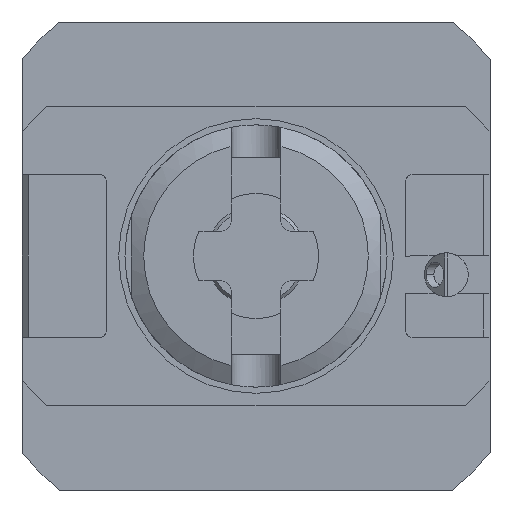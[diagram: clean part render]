
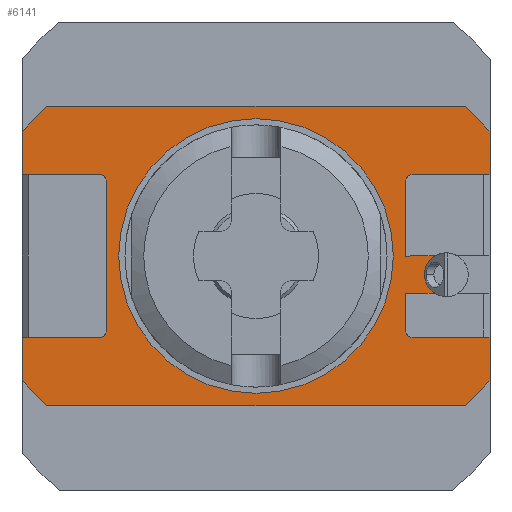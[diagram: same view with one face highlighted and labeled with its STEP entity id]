
A CAD part, left-side view. The second image highlights one B-rep face of the part: STEP entity #6141.
In plain terms, the highlighted planar face has unit normal (-1, 0, 0).
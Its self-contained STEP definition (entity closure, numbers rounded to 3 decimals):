
#1415=CARTESIAN_POINT('',(-33.,-30.5,-3.));
#1416=DIRECTION('',(1.,0.,0.));
#1417=DIRECTION('',(0.,1.,0.));
#1418=AXIS2_PLACEMENT_3D('',#1415,#1416,#1417);
#1420=CARTESIAN_POINT('',(-33.,-30.5,-3.));
#1421=DIRECTION('',(1.,0.,0.));
#1422=DIRECTION('',(0.,0.515,-0.857));
#1423=AXIS2_PLACEMENT_3D('',#1420,#1421,#1422);
#1425=DIRECTION('',(0.,-1.,0.));
#1426=VECTOR('',#1425,4.697);
#1427=CARTESIAN_POINT('',(-33.,-24.,-6.));
#1428=LINE('',#1427,#1426);
#1429=DIRECTION('',(0.,-0.707,0.707));
#1430=VECTOR('',#1429,5.657);
#1431=CARTESIAN_POINT('',(-33.,-33.5,-24.));
#1432=LINE('',#1431,#1430);
#1433=DIRECTION('',(0.,1.,0.));
#1434=VECTOR('',#1433,67.);
#1435=CARTESIAN_POINT('',(-33.,-33.5,-24.));
#1436=LINE('',#1435,#1434);
#1437=DIRECTION('',(0.,-0.707,-0.707));
#1438=VECTOR('',#1437,5.657);
#1439=CARTESIAN_POINT('',(-33.,37.5,-20.));
#1440=LINE('',#1439,#1438);
#1441=DIRECTION('',(0.,0.,1.));
#1442=VECTOR('',#1441,24.);
#1443=CARTESIAN_POINT('',(-33.,24.,-12.));
#1444=LINE('',#1443,#1442);
#1445=DIRECTION('',(0.,1.,0.));
#1446=VECTOR('',#1445,12.5);
#1447=CARTESIAN_POINT('',(-33.,25.,13.));
#1448=LINE('',#1447,#1446);
#1449=DIRECTION('',(0.,0.707,-0.707));
#1450=VECTOR('',#1449,5.657);
#1451=CARTESIAN_POINT('',(-33.,33.5,24.));
#1452=LINE('',#1451,#1450);
#1453=DIRECTION('',(0.,-1.,0.));
#1454=VECTOR('',#1453,67.);
#1455=CARTESIAN_POINT('',(-33.,33.5,24.));
#1456=LINE('',#1455,#1454);
#1457=DIRECTION('',(0.,0.707,0.707));
#1458=VECTOR('',#1457,5.657);
#1459=CARTESIAN_POINT('',(-33.,-37.5,20.));
#1460=LINE('',#1459,#1458);
#1461=DIRECTION('',(0.,1.,0.));
#1462=VECTOR('',#1461,12.5);
#1463=CARTESIAN_POINT('',(-33.,-37.5,13.));
#1464=LINE('',#1463,#1462);
#1465=DIRECTION('',(0.,1.,0.));
#1466=VECTOR('',#1465,4.697);
#1467=CARTESIAN_POINT('',(-33.,-28.697,0.));
#1468=LINE('',#1467,#1466);
#1507=DIRECTION('',(0.,0.,1.));
#1508=VECTOR('',#1507,12.);
#1509=CARTESIAN_POINT('',(-33.,-24.,0.));
#1510=LINE('',#1509,#1508);
#1515=CARTESIAN_POINT('',(-33.,-25.,12.));
#1516=DIRECTION('',(1.,0.,0.));
#1517=DIRECTION('',(0.,1.,0.));
#1518=AXIS2_PLACEMENT_3D('',#1515,#1516,#1517);
#1536=DIRECTION('',(0.,0.,-1.));
#1537=VECTOR('',#1536,7.);
#1538=CARTESIAN_POINT('',(-33.,-37.5,20.));
#1539=LINE('',#1538,#1537);
#1548=DIRECTION('',(0.,0.,1.));
#1549=VECTOR('',#1548,7.);
#1550=CARTESIAN_POINT('',(-33.,-37.5,-20.));
#1551=LINE('',#1550,#1549);
#1588=DIRECTION('',(0.,0.,1.));
#1589=VECTOR('',#1588,7.);
#1590=CARTESIAN_POINT('',(-33.,37.5,-20.));
#1591=LINE('',#1590,#1589);
#1600=DIRECTION('',(0.,0.,-1.));
#1601=VECTOR('',#1600,7.);
#1602=CARTESIAN_POINT('',(-33.,37.5,20.));
#1603=LINE('',#1602,#1601);
#1616=DIRECTION('',(0.,1.,0.));
#1617=VECTOR('',#1616,12.5);
#1618=CARTESIAN_POINT('',(-33.,25.,-13.));
#1619=LINE('',#1618,#1617);
#1654=CARTESIAN_POINT('',(-33.,25.,12.));
#1655=DIRECTION('',(1.,0.,0.));
#1656=DIRECTION('',(0.,0.,1.));
#1657=AXIS2_PLACEMENT_3D('',#1654,#1655,#1656);
#1667=CARTESIAN_POINT('',(-33.,25.,-12.));
#1668=DIRECTION('',(1.,0.,0.));
#1669=DIRECTION('',(0.,-1.,0.));
#1670=AXIS2_PLACEMENT_3D('',#1667,#1668,#1669);
#1684=DIRECTION('',(0.,1.,0.));
#1685=VECTOR('',#1684,12.5);
#1686=CARTESIAN_POINT('',(-33.,-37.5,-13.));
#1687=LINE('',#1686,#1685);
#1738=CARTESIAN_POINT('',(-33.,-25.,-12.));
#1739=DIRECTION('',(1.,0.,0.));
#1740=DIRECTION('',(0.,0.,-1.));
#1741=AXIS2_PLACEMENT_3D('',#1738,#1739,#1740);
#1751=DIRECTION('',(0.,0.,1.));
#1752=VECTOR('',#1751,6.);
#1753=CARTESIAN_POINT('',(-33.,-24.,-12.));
#1754=LINE('',#1753,#1752);
#2070=CARTESIAN_POINT('',(-33.,0.,0.));
#2071=DIRECTION('',(-1.,0.,0.));
#2072=DIRECTION('',(0.,1.,0.));
#2073=AXIS2_PLACEMENT_3D('',#2070,#2071,#2072);
#2080=CARTESIAN_POINT('',(-33.,0.,0.));
#2081=DIRECTION('',(-1.,0.,0.));
#2082=DIRECTION('',(0.,-1.,0.));
#2083=AXIS2_PLACEMENT_3D('',#2080,#2081,#2082);
#3450=CARTESIAN_POINT('',(-33.,22.,0.));
#3451=CARTESIAN_POINT('',(-33.,-22.,0.));
#3452=VERTEX_POINT('',#3450);
#3453=VERTEX_POINT('',#3451);
#3466=CARTESIAN_POINT('',(-33.,-25.,-13.));
#3467=VERTEX_POINT('',#3466);
#3468=CARTESIAN_POINT('',(-33.,-24.,-12.));
#3469=VERTEX_POINT('',#3468);
#3471=CARTESIAN_POINT('',(-33.,-25.,13.));
#3473=VERTEX_POINT('',#3471);
#3476=CARTESIAN_POINT('',(-33.,-24.,12.));
#3477=VERTEX_POINT('',#3476);
#3482=CARTESIAN_POINT('',(-33.,25.,13.));
#3483=VERTEX_POINT('',#3482);
#3484=CARTESIAN_POINT('',(-33.,24.,12.));
#3485=VERTEX_POINT('',#3484);
#3487=CARTESIAN_POINT('',(-33.,25.,-13.));
#3489=VERTEX_POINT('',#3487);
#3492=CARTESIAN_POINT('',(-33.,24.,-12.));
#3493=VERTEX_POINT('',#3492);
#3494=CARTESIAN_POINT('',(-33.,37.5,13.));
#3495=VERTEX_POINT('',#3494);
#3496=CARTESIAN_POINT('',(-33.,37.5,-13.));
#3497=VERTEX_POINT('',#3496);
#3498=CARTESIAN_POINT('',(-33.,-37.5,13.));
#3499=VERTEX_POINT('',#3498);
#3500=CARTESIAN_POINT('',(-33.,-37.5,-13.));
#3501=VERTEX_POINT('',#3500);
#3502=CARTESIAN_POINT('',(-33.,-33.5,-24.));
#3503=CARTESIAN_POINT('',(-33.,-37.5,-20.));
#3504=VERTEX_POINT('',#3502);
#3505=VERTEX_POINT('',#3503);
#3510=CARTESIAN_POINT('',(-33.,37.5,-20.));
#3511=CARTESIAN_POINT('',(-33.,33.5,-24.));
#3512=VERTEX_POINT('',#3510);
#3513=VERTEX_POINT('',#3511);
#3518=CARTESIAN_POINT('',(-33.,33.5,24.));
#3519=CARTESIAN_POINT('',(-33.,37.5,20.));
#3520=VERTEX_POINT('',#3518);
#3521=VERTEX_POINT('',#3519);
#3526=CARTESIAN_POINT('',(-33.,-37.5,20.));
#3527=CARTESIAN_POINT('',(-33.,-33.5,24.));
#3528=VERTEX_POINT('',#3526);
#3529=VERTEX_POINT('',#3527);
#3538=CARTESIAN_POINT('',(-33.,-24.,0.));
#3540=VERTEX_POINT('',#3538);
#3542=CARTESIAN_POINT('',(-33.,-24.,-6.));
#3544=VERTEX_POINT('',#3542);
#3653=CARTESIAN_POINT('',(-33.,-27.,-3.));
#3654=CARTESIAN_POINT('',(-33.,-28.697,0.));
#3655=VERTEX_POINT('',#3653);
#3656=VERTEX_POINT('',#3654);
#3663=CARTESIAN_POINT('',(-33.,-28.697,-6.));
#3664=VERTEX_POINT('',#3663);
#6079=CARTESIAN_POINT('',(-33.,24.,-24.));
#6080=DIRECTION('',(1.,0.,0.));
#6081=DIRECTION('',(0.,-1.,0.));
#6082=AXIS2_PLACEMENT_3D('',#6079,#6080,#6081);
#6083=PLANE('',#6082);
#6085=ORIENTED_EDGE('',*,*,#6084,.F.);
#6087=ORIENTED_EDGE('',*,*,#6086,.F.);
#6089=ORIENTED_EDGE('',*,*,#6088,.F.);
#6091=ORIENTED_EDGE('',*,*,#6090,.F.);
#6093=ORIENTED_EDGE('',*,*,#6092,.F.);
#6095=ORIENTED_EDGE('',*,*,#6094,.F.);
#6097=ORIENTED_EDGE('',*,*,#6096,.F.);
#6098=ORIENTED_EDGE('',*,*,#6069,.F.);
#6100=ORIENTED_EDGE('',*,*,#6099,.T.);
#6102=ORIENTED_EDGE('',*,*,#6101,.F.);
#6104=ORIENTED_EDGE('',*,*,#6103,.T.);
#6106=ORIENTED_EDGE('',*,*,#6105,.F.);
#6108=ORIENTED_EDGE('',*,*,#6107,.F.);
#6110=ORIENTED_EDGE('',*,*,#6109,.T.);
#6112=ORIENTED_EDGE('',*,*,#6111,.F.);
#6114=ORIENTED_EDGE('',*,*,#6113,.T.);
#6116=ORIENTED_EDGE('',*,*,#6115,.F.);
#6118=ORIENTED_EDGE('',*,*,#6117,.F.);
#6120=ORIENTED_EDGE('',*,*,#6119,.T.);
#6122=ORIENTED_EDGE('',*,*,#6121,.F.);
#6124=ORIENTED_EDGE('',*,*,#6123,.T.);
#6126=ORIENTED_EDGE('',*,*,#6125,.T.);
#6128=ORIENTED_EDGE('',*,*,#6127,.F.);
#6130=ORIENTED_EDGE('',*,*,#6129,.F.);
#6132=ORIENTED_EDGE('',*,*,#6131,.F.);
#6133=EDGE_LOOP('',(#6085,#6087,#6089,#6091,#6093,#6095,#6097,#6098,#6100,#6102,
#6104,#6106,#6108,#6110,#6112,#6114,#6116,#6118,#6120,#6122,#6124,#6126,#6128,
#6130,#6132));
#6134=FACE_OUTER_BOUND('',#6133,.F.);
#6136=ORIENTED_EDGE('',*,*,#6135,.T.);
#6138=ORIENTED_EDGE('',*,*,#6137,.T.);
#6139=EDGE_LOOP('',(#6136,#6138));
#6140=FACE_BOUND('',#6139,.F.);
#6141=ADVANCED_FACE('',(#6134,#6140),#6083,.F.);
#1419=CIRCLE('',#1418,3.5);
#1424=CIRCLE('',#1423,3.5);
#1519=CIRCLE('',#1518,1.);
#1658=CIRCLE('',#1657,1.);
#1671=CIRCLE('',#1670,1.);
#1742=CIRCLE('',#1741,1.);
#2074=CIRCLE('',#2073,22.);
#2084=CIRCLE('',#2083,22.);
#6069=EDGE_CURVE('',#3504,#3505,#1432,.T.);
#6084=EDGE_CURVE('',#3655,#3656,#1419,.T.);
#6086=EDGE_CURVE('',#3664,#3655,#1424,.T.);
#6088=EDGE_CURVE('',#3544,#3664,#1428,.T.);
#6090=EDGE_CURVE('',#3469,#3544,#1754,.T.);
#6092=EDGE_CURVE('',#3467,#3469,#1742,.T.);
#6094=EDGE_CURVE('',#3501,#3467,#1687,.T.);
#6096=EDGE_CURVE('',#3505,#3501,#1551,.T.);
#6099=EDGE_CURVE('',#3504,#3513,#1436,.T.);
#6101=EDGE_CURVE('',#3512,#3513,#1440,.T.);
#6103=EDGE_CURVE('',#3512,#3497,#1591,.T.);
#6105=EDGE_CURVE('',#3489,#3497,#1619,.T.);
#6107=EDGE_CURVE('',#3493,#3489,#1671,.T.);
#6109=EDGE_CURVE('',#3493,#3485,#1444,.T.);
#6111=EDGE_CURVE('',#3483,#3485,#1658,.T.);
#6113=EDGE_CURVE('',#3483,#3495,#1448,.T.);
#6115=EDGE_CURVE('',#3521,#3495,#1603,.T.);
#6117=EDGE_CURVE('',#3520,#3521,#1452,.T.);
#6119=EDGE_CURVE('',#3520,#3529,#1456,.T.);
#6121=EDGE_CURVE('',#3528,#3529,#1460,.T.);
#6123=EDGE_CURVE('',#3528,#3499,#1539,.T.);
#6125=EDGE_CURVE('',#3499,#3473,#1464,.T.);
#6127=EDGE_CURVE('',#3477,#3473,#1519,.T.);
#6129=EDGE_CURVE('',#3540,#3477,#1510,.T.);
#6131=EDGE_CURVE('',#3656,#3540,#1468,.T.);
#6135=EDGE_CURVE('',#3452,#3453,#2074,.T.);
#6137=EDGE_CURVE('',#3453,#3452,#2084,.T.);
